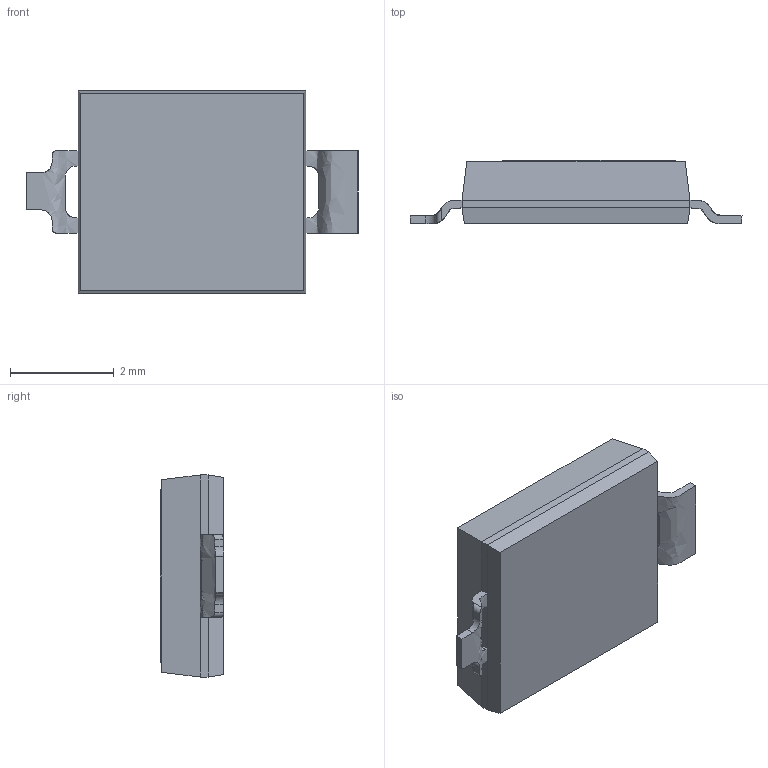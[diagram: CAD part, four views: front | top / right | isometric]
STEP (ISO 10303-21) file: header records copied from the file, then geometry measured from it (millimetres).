
FILE_DESCRIPTION (( 'STEP AP214' ), '1' );
FILE_NAME ('User Library-bpw34s.STEP', '2020-04-07T15:20:26', ( '' ), ( '' ), 'SwSTEP 2.0', 'SolidWorks 2019', '' );
FILE_SCHEMA (( 'AUTOMOTIVE_DESIGN' ));
Length unit declared in the file: millimetre
Products named in the file (1): User Library-bpw34s
Bounding box: 6.41 x 1.22 x 3.9 mm (x, y, z)
Volume: 20.5 mm3; surface area: 58.8 mm2
Topology: 1 solids, 1 shells, 53 faces, 138 edges, 84 vertices
Faces by surface type: plane 39, cylinder 10, bspline 4
Entity records: 2445 total; most frequent: CARTESIAN_POINT 656, ORIENTED_EDGE 276, DIRECTION 196, EDGE_CURVE 138, VECTOR 96, LINE 96, VERTEX_POINT 84, UNCERTAINTY_MEASURE_WITH_UNIT 54
